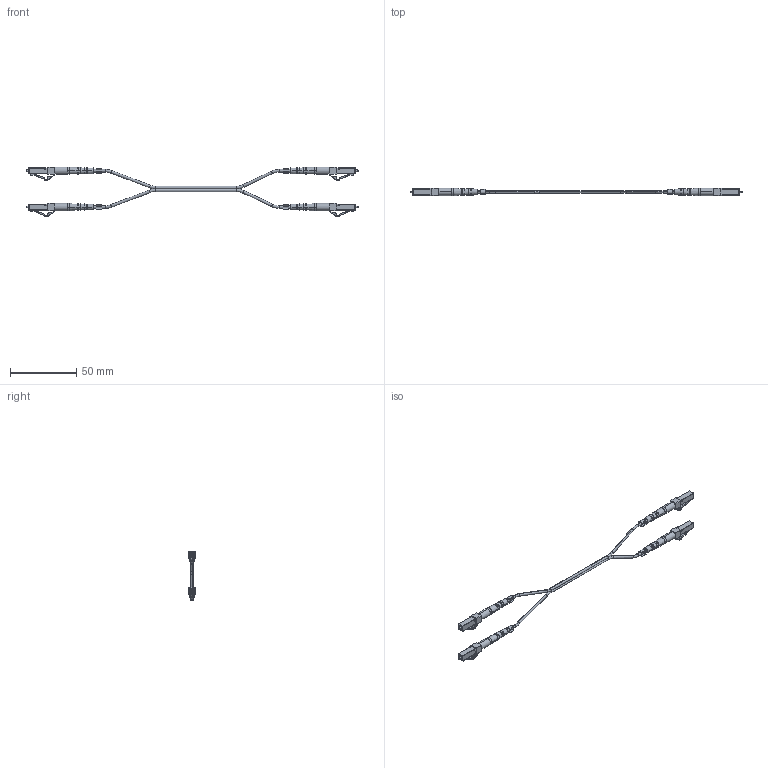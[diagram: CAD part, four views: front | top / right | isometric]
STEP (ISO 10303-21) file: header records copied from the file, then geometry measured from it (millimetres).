
FILE_DESCRIPTION (( 'STEP AP214' ), '1' );
FILE_NAME ('FCA-LCLC-DPM2Z.step', '2021-09-01T12:34:57', ( '' ), ( '' ), 'SwSTEP 2.0', 'SolidWorks 2021', '' );
FILE_SCHEMA (( 'AUTOMOTIVE_DESIGN' ));
Length unit declared in the file: inch
Products named in the file (7): 1AF02-003-MA1; LBL-C3P-A; LBL-C3P-B; 1AF02-003; FCA-LCLC-DPM2Z; 1AF02-003-MA2; FCA-FCFC-DPS1Z-ma1_ORANGE
Assembly tree (11 placements, depth 3):
  FCA-LCLC-DPM2Z
    FCA-FCFC-DPS1Z-ma1_ORANGE
    1AF02-003  x4
      1AF02-003-MA1
      1AF02-003-MA2
    LBL-C3P-A  x2
    LBL-C3P-B  x2
Bounding box: 250.19 x 5.59 x 37.68 mm (x, y, z)
Volume: 4447.6 mm3; surface area: 9153.1 mm2
Topology: 18 solids, 18 shells, 1068 faces, 2754 edges, 1644 vertices
Faces by surface type: cylinder 466, plane 380, torus 88, sphere 88, cone 24, bspline 22
Entity records: 11204 total; most frequent: CARTESIAN_POINT 2507, DIRECTION 1676, ORIENTED_EDGE 1594, EDGE_CURVE 797, AXIS2_PLACEMENT_3D 642, VERTEX_POINT 490, LINE 392, VECTOR 392
